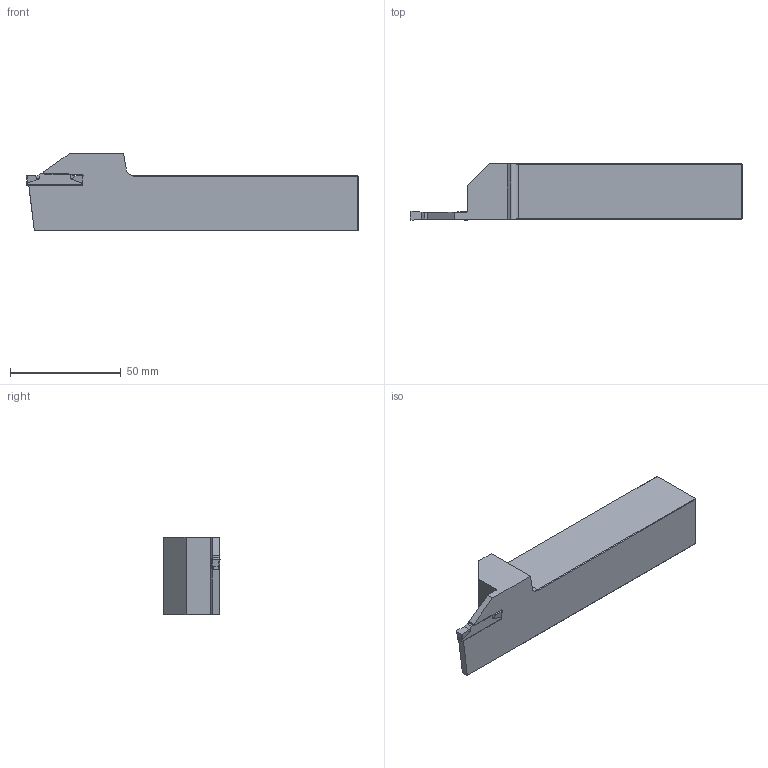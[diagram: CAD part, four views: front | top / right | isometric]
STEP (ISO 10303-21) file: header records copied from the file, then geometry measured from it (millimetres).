
FILE_DESCRIPTION(/* description */ (''),/* implementation_level */ '2;1');
FILE_NAME(/* name */ 'ADKT-GY2-R-2525-4-T25.stp',/* time_stamp */ '2023-10-30T10:31:54+03:00',/* author */ (''),/* organization */ (''),/* preprocessor_version */ 'ST-DEVELOPER v19.4',/* originating_system */ 'SIEMENS PLM Software NX2306.3001',/* authorisation */ '');
FILE_SCHEMA (('AUTOMOTIVE_DESIGN { 1 0 10303 214 3 1 1 1 }'));
Length unit declared in the file: millimetre
Products named in the file (1): ADKT-GY2-R-2525-4-T25-light
Bounding box: 150 x 25.41 x 35 mm (x, y, z)
Volume: 82837.9 mm3; surface area: 15968.1 mm2
Topology: 2 solids, 2 shells, 71 faces, 205 edges, 132 vertices
Faces by surface type: plane 41, bspline 26, cylinder 4
Entity records: 7640 total; most frequent: CARTESIAN_POINT 5783, ORIENTED_EDGE 398, DIRECTION 213, EDGE_CURVE 199, VERTEX_POINT 132, LINE 97, VECTOR 97, B_SPLINE_CURVE_WITH_KNOTS 81
